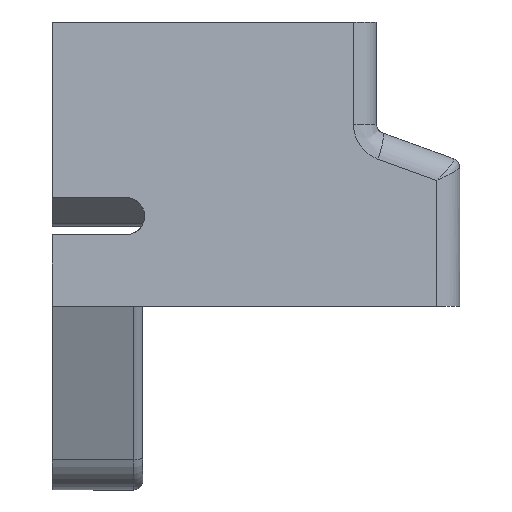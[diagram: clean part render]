
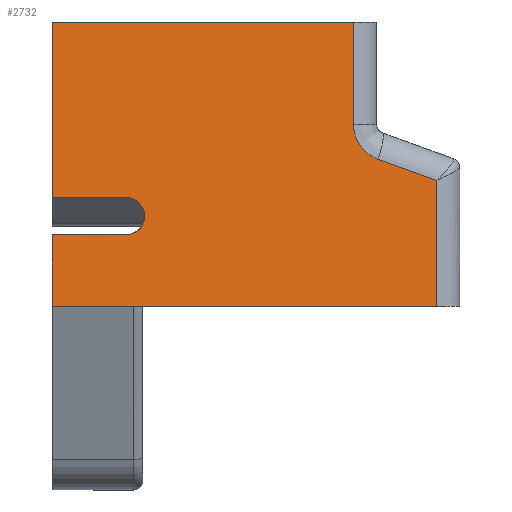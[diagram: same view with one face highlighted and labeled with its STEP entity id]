
A CAD part, left-side view. The second image highlights one B-rep face of the part: STEP entity #2732.
In plain terms, the highlighted planar face has unit normal (-0.985, -0.174, 0).
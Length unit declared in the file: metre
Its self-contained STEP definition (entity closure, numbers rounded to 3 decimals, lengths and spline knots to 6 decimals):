
#138=ELLIPSE('',#2984,0.002031,0.002);
#139=ELLIPSE('',#2985,0.004062,0.004);
#168=LINE('',#4099,#410);
#175=LINE('',#4116,#417);
#218=LINE('',#4257,#460);
#266=LINE('',#4416,#508);
#298=LINE('',#4505,#540);
#299=LINE('',#4509,#541);
#300=LINE('',#4510,#542);
#301=LINE('',#4512,#543);
#302=LINE('',#4516,#544);
#410=VECTOR('',#3223,1.);
#417=VECTOR('',#3234,1.);
#460=VECTOR('',#3357,1.);
#508=VECTOR('',#3465,1.);
#540=VECTOR('',#3541,1.);
#541=VECTOR('',#3544,1.);
#542=VECTOR('',#3545,1.);
#543=VECTOR('',#3546,1.);
#544=VECTOR('',#3549,1.);
#889=ORIENTED_EDGE('',*,*,#1683,.T.);
#890=ORIENTED_EDGE('',*,*,#1684,.T.);
#891=ORIENTED_EDGE('',*,*,#1685,.T.);
#892=ORIENTED_EDGE('',*,*,#1486,.T.);
#893=ORIENTED_EDGE('',*,*,#1639,.F.);
#894=ORIENTED_EDGE('',*,*,#1686,.T.);
#895=ORIENTED_EDGE('',*,*,#1687,.T.);
#896=ORIENTED_EDGE('',*,*,#1688,.T.);
#897=ORIENTED_EDGE('',*,*,#1689,.T.);
#898=ORIENTED_EDGE('',*,*,#1564,.F.);
#899=ORIENTED_EDGE('',*,*,#1494,.T.);
#1486=EDGE_CURVE('',#1900,#1899,#168,.F.);
#1494=EDGE_CURVE('',#1908,#1907,#175,.F.);
#1564=EDGE_CURVE('',#1908,#1966,#218,.F.);
#1639=EDGE_CURVE('',#2034,#1899,#266,.F.);
#1683=EDGE_CURVE('',#1907,#2070,#298,.F.);
#1684=EDGE_CURVE('',#2070,#2071,#138,.F.);
#1685=EDGE_CURVE('',#2071,#1900,#299,.F.);
#1686=EDGE_CURVE('',#2034,#2072,#300,.F.);
#1687=EDGE_CURVE('',#2072,#2073,#301,.F.);
#1688=EDGE_CURVE('',#2073,#2074,#139,.F.);
#1689=EDGE_CURVE('',#2074,#1966,#302,.F.);
#1899=VERTEX_POINT('',#4098);
#1900=VERTEX_POINT('',#4100);
#1907=VERTEX_POINT('',#4115);
#1908=VERTEX_POINT('',#4117);
#1966=VERTEX_POINT('',#4258);
#2034=VERTEX_POINT('',#4415);
#2070=VERTEX_POINT('',#4506);
#2071=VERTEX_POINT('',#4508);
#2072=VERTEX_POINT('',#4511);
#2073=VERTEX_POINT('',#4513);
#2074=VERTEX_POINT('',#4515);
#2301=EDGE_LOOP('',(#889,#890,#891,#892,#893,#894,#895,#896,#897,#898,#899));
#2486=FACE_BOUND('',#2301,.T.);
#2656=PLANE('',#2983);
#2732=ADVANCED_FACE('',(#2486),#2656,.T.);
#2983=AXIS2_PLACEMENT_3D('',#4504,#3539,#3540);
#2984=AXIS2_PLACEMENT_3D('',#4507,#3542,#3543);
#2985=AXIS2_PLACEMENT_3D('',#4514,#3547,#3548);
#3223=DIRECTION('',(0.,0.,1.));
#3234=DIRECTION('',(0.,0.,1.));
#3357=DIRECTION('',(-0.174,0.985,0.));
#3465=DIRECTION('',(0.174,-0.985,0.));
#3539=DIRECTION('',(-0.985,-0.174,0.));
#3540=DIRECTION('',(0.174,-0.985,0.));
#3541=DIRECTION('',(-0.174,0.985,0.));
#3542=DIRECTION('',(-0.985,-0.174,0.));
#3543=DIRECTION('',(-0.174,0.985,0.));
#3544=DIRECTION('',(0.174,-0.985,0.));
#3545=DIRECTION('',(0.,0.,-1.));
#3546=DIRECTION('',(0.163,-0.927,-0.337));
#3547=DIRECTION('',(-0.985,-0.174,0.));
#3548=DIRECTION('',(-0.174,0.985,0.));
#3549=DIRECTION('',(0.,0.,-1.));
#4098=CARTESIAN_POINT('',(-0.033401,0.072228,0.012475));
#4099=CARTESIAN_POINT('',(-0.033401,0.072228,0.025323));
#4100=CARTESIAN_POINT('',(-0.033401,0.072228,0.020225));
#4115=CARTESIAN_POINT('',(-0.033401,0.072228,0.024225));
#4116=CARTESIAN_POINT('',(-0.033401,0.072228,0.025323));
#4117=CARTESIAN_POINT('',(-0.033401,0.072228,0.043171));
#4257=CARTESIAN_POINT('',(-0.025643,0.028228,0.043171));
#4258=CARTESIAN_POINT('',(-0.027667,0.039707,0.043171));
#4415=CARTESIAN_POINT('',(-0.02608,0.030707,0.012475));
#4416=CARTESIAN_POINT('',(-0.022697,0.01152,0.012475));
#4504=CARTESIAN_POINT('',(-0.025643,0.028228,0.025323));
#4505=CARTESIAN_POINT('',(-0.025643,0.028228,0.024225));
#4506=CARTESIAN_POINT('',(-0.03199,0.064228,0.024225));
#4507=CARTESIAN_POINT('',(-0.03199,0.064228,0.022225));
#4508=CARTESIAN_POINT('',(-0.03199,0.064228,0.020225));
#4509=CARTESIAN_POINT('',(-0.025643,0.028228,0.020225));
#4510=CARTESIAN_POINT('',(-0.02608,0.030707,0.025323));
#4511=CARTESIAN_POINT('',(-0.02608,0.030707,0.026071));
#4512=CARTESIAN_POINT('',(-0.025651,0.028276,0.025186));
#4513=CARTESIAN_POINT('',(-0.027203,0.037075,0.028389));
#4514=CARTESIAN_POINT('',(-0.026961,0.035707,0.032147));
#4515=CARTESIAN_POINT('',(-0.027667,0.039707,0.032147));
#4516=CARTESIAN_POINT('',(-0.027667,0.039707,0.025323));
